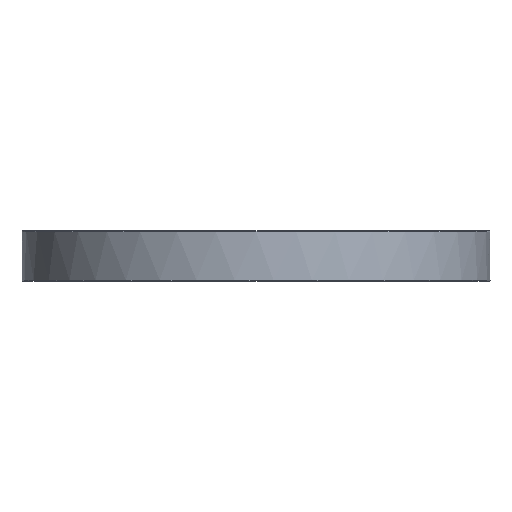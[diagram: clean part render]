
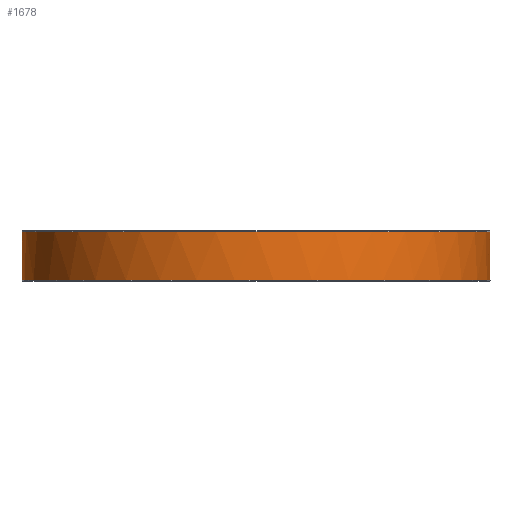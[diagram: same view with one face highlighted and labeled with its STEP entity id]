
A CAD part, front view. The second image highlights one B-rep face of the part: STEP entity #1678.
In plain terms, the highlighted cylindrical face has radius 101.5 mm (diameter 203 mm), a full revolution.
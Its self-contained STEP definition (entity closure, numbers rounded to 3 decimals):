
#1291=CARTESIAN_POINT('',(101.486,-1.658,21.5));
#1292=VERTEX_POINT('',#1291);
#1308=CARTESIAN_POINT('',(101.486,1.658,21.5));
#1309=VERTEX_POINT('',#1308);
#1310=CARTESIAN_POINT('',(101.486,1.658,21.5));
#1311=CARTESIAN_POINT('',(101.491,1.397,21.327));
#1312=CARTESIAN_POINT('',(101.494,1.103,21.192));
#1313=CARTESIAN_POINT('',(101.497,0.799,21.108));
#1314=CARTESIAN_POINT('',(101.498,0.592,21.051));
#1315=CARTESIAN_POINT('',(101.499,0.38,21.017));
#1316=CARTESIAN_POINT('',(101.5,0.173,21.005));
#1317=CARTESIAN_POINT('',(101.5,-0.003,20.995));
#1318=CARTESIAN_POINT('',(101.5,-0.175,21.));
#1319=CARTESIAN_POINT('',(101.499,-0.353,21.021));
#1320=CARTESIAN_POINT('',(101.498,-0.747,21.068));
#1321=CARTESIAN_POINT('',(101.494,-1.148,21.199));
#1322=CARTESIAN_POINT('',(101.489,-1.499,21.401));
#1323=CARTESIAN_POINT('',(101.488,-1.553,21.433));
#1324=CARTESIAN_POINT('',(101.487,-1.606,21.466));
#1325=CARTESIAN_POINT('',(101.486,-1.658,21.5));
#1326=B_SPLINE_CURVE_WITH_KNOTS('',3,(#1310,#1311,#1312,#1313,#1314,#1315,#1316,#1317,#1318,#1319,#1320,#1321,#1322,#1323,#1324,#1325),.UNSPECIFIED.,.F.,.U.,(4,3,3,3,3,4),(1.188,1.278,1.339,1.391,1.506,1.524),.UNSPECIFIED.);
#1327=EDGE_CURVE('',#1309,#1292,#1326,.T.);
#1506=CARTESIAN_POINT('',(-101.486,1.658,21.5));
#1507=VERTEX_POINT('',#1506);
#1508=CARTESIAN_POINT('',(0.0,0.0,21.5));
#1509=DIRECTION('',(0.0,0.0,1.0));
#1510=DIRECTION('',(-1.0,0.0,0.0));
#1511=AXIS2_PLACEMENT_3D('',#1508,#1509,#1510);
#1512=CIRCLE('',#1511,101.5);
#1513=EDGE_CURVE('',#1309,#1507,#1512,.T.);
#1541=CARTESIAN_POINT('',(-101.486,-1.658,21.5));
#1542=VERTEX_POINT('',#1541);
#1543=CARTESIAN_POINT('',(-101.486,-1.658,21.5));
#1544=CARTESIAN_POINT('',(-101.492,-1.323,21.278));
#1545=CARTESIAN_POINT('',(-101.496,-0.932,21.12));
#1546=CARTESIAN_POINT('',(-101.499,-0.538,21.049));
#1547=CARTESIAN_POINT('',(-101.5,-0.363,21.017));
#1548=CARTESIAN_POINT('',(-101.5,-0.188,21.001));
#1549=CARTESIAN_POINT('',(-101.5,-0.018,21.));
#1550=CARTESIAN_POINT('',(-101.5,0.156,20.999));
#1551=CARTESIAN_POINT('',(-101.5,0.334,21.013));
#1552=CARTESIAN_POINT('',(-101.499,0.513,21.044));
#1553=CARTESIAN_POINT('',(-101.497,0.916,21.114));
#1554=CARTESIAN_POINT('',(-101.492,1.316,21.273));
#1555=CARTESIAN_POINT('',(-101.486,1.658,21.5));
#1556=B_SPLINE_CURVE_WITH_KNOTS('',3,(#1543,#1544,#1545,#1546,#1547,#1548,#1549,#1550,#1551,#1552,#1553,#1554,#1555),.UNSPECIFIED.,.F.,.U.,(4,3,3,3,4),(0.284,0.399,0.45,0.502,0.62),.UNSPECIFIED.);
#1557=EDGE_CURVE('',#1542,#1507,#1556,.T.);
#1643=CARTESIAN_POINT('',(101.5,0.,0.5));
#1644=VERTEX_POINT('',#1643);
#1645=CARTESIAN_POINT('',(0.0,0.0,0.5));
#1646=DIRECTION('',(0.0,0.0,-1.0));
#1647=DIRECTION('',(-1.0,0.0,0.0));
#1648=AXIS2_PLACEMENT_3D('',#1645,#1646,#1647);
#1649=CIRCLE('',#1648,101.5);
#1650=EDGE_CURVE('',#1644,#1644,#1649,.T.);
#1658=CARTESIAN_POINT('',(0.0,0.0,0.0));
#1659=DIRECTION('',(0.0,0.0,1.0));
#1660=DIRECTION('',(-1.0,0.0,0.0));
#1661=AXIS2_PLACEMENT_3D('',#1658,#1659,#1660);
#1662=CYLINDRICAL_SURFACE('',#1661,101.5);
#1663=ORIENTED_EDGE('',*,*,#1327,.T.);
#1664=CARTESIAN_POINT('',(0.0,0.0,21.5));
#1665=DIRECTION('',(0.0,0.0,1.0));
#1666=DIRECTION('',(-1.0,0.0,0.0));
#1667=AXIS2_PLACEMENT_3D('',#1664,#1665,#1666);
#1668=CIRCLE('',#1667,101.5);
#1669=EDGE_CURVE('',#1542,#1292,#1668,.T.);
#1670=ORIENTED_EDGE('',*,*,#1669,.F.);
#1671=ORIENTED_EDGE('',*,*,#1557,.T.);
#1672=ORIENTED_EDGE('',*,*,#1513,.F.);
#1673=EDGE_LOOP('',(#1663,#1670,#1671,#1672));
#1674=FACE_OUTER_BOUND('',#1673,.T.);
#1675=ORIENTED_EDGE('',*,*,#1650,.F.);
#1676=EDGE_LOOP('',(#1675));
#1677=FACE_BOUND('',#1676,.T.);
#1678=ADVANCED_FACE('',(#1674,#1677),#1662,.T.);
